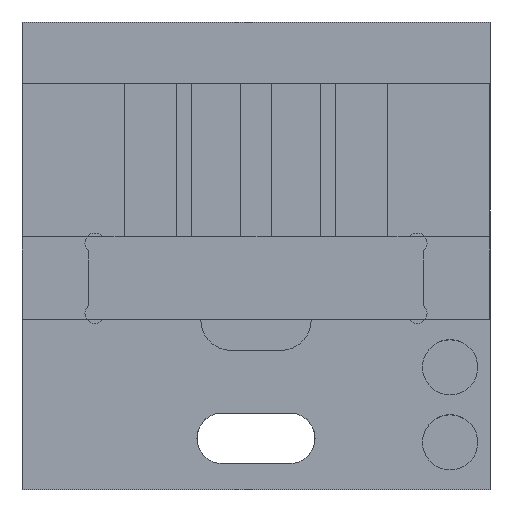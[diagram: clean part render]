
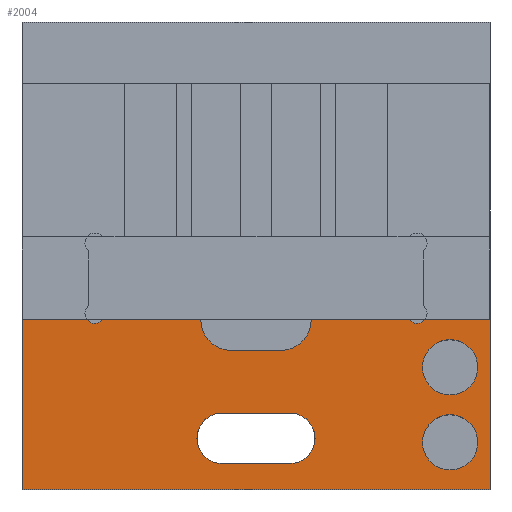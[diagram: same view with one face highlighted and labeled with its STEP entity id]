
A CAD part, top view. The second image highlights one B-rep face of the part: STEP entity #2004.
In plain terms, the highlighted planar face has unit normal (0, 0, 1).
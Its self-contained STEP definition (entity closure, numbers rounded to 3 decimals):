
#13=FACE_BOUND('',#312,.T.);
#14=FACE_BOUND('',#313,.T.);
#15=FACE_BOUND('',#314,.T.);
#69=CIRCLE('',#2158,3.25);
#71=CIRCLE('',#2162,3.25);
#73=CIRCLE('',#2165,8.25);
#74=CIRCLE('',#2168,8.25);
#76=CIRCLE('',#2171,9.);
#78=CIRCLE('',#2175,9.);
#80=CIRCLE('',#2179,10.);
#82=CIRCLE('',#2183,10.);
#206=FACE_OUTER_BOUND('',#311,.T.);
#311=EDGE_LOOP('',(#1757,#1758,#1759,#1760,#1761,#1762,#1763,#1764,#1765,
#1766,#1767,#1768));
#312=EDGE_LOOP('',(#1769,#1770,#1771,#1772));
#313=EDGE_LOOP('',(#1773));
#314=EDGE_LOOP('',(#1774));
#499=LINE('',#3204,#725);
#505=LINE('',#3215,#731);
#509=LINE('',#3223,#735);
#513=LINE('',#3231,#739);
#517=LINE('',#3239,#743);
#521=LINE('',#3259,#747);
#526=LINE('',#3286,#752);
#529=LINE('',#3296,#755);
#530=LINE('',#3298,#756);
#531=LINE('',#3299,#757);
#725=VECTOR('',#2613,10.);
#731=VECTOR('',#2621,10.);
#735=VECTOR('',#2625,10.);
#739=VECTOR('',#2629,10.);
#743=VECTOR('',#2633,10.);
#747=VECTOR('',#2663,10.);
#752=VECTOR('',#2698,10.);
#755=VECTOR('',#2711,10.);
#756=VECTOR('',#2712,10.);
#757=VECTOR('',#2713,10.);
#926=VERTEX_POINT('',#3201);
#927=VERTEX_POINT('',#3203);
#930=VERTEX_POINT('',#3212);
#931=VERTEX_POINT('',#3214);
#934=VERTEX_POINT('',#3220);
#935=VERTEX_POINT('',#3222);
#938=VERTEX_POINT('',#3228);
#939=VERTEX_POINT('',#3230);
#942=VERTEX_POINT('',#3236);
#943=VERTEX_POINT('',#3238);
#945=VERTEX_POINT('',#3254);
#946=VERTEX_POINT('',#3258);
#947=VERTEX_POINT('',#3265);
#949=VERTEX_POINT('',#3272);
#951=VERTEX_POINT('',#3279);
#953=VERTEX_POINT('',#3285);
#955=VERTEX_POINT('',#3295);
#956=VERTEX_POINT('',#3297);
#1187=EDGE_CURVE('',#927,#926,#499,.T.);
#1193=EDGE_CURVE('',#930,#931,#505,.T.);
#1197=EDGE_CURVE('',#934,#935,#509,.T.);
#1201=EDGE_CURVE('',#938,#939,#513,.T.);
#1205=EDGE_CURVE('',#942,#943,#517,.T.);
#1209=EDGE_CURVE('',#942,#939,#69,.T.);
#1211=EDGE_CURVE('',#934,#931,#71,.T.);
#1213=EDGE_CURVE('',#945,#927,#73,.T.);
#1215=EDGE_CURVE('',#946,#945,#521,.T.);
#1217=EDGE_CURVE('',#926,#946,#74,.T.);
#1219=EDGE_CURVE('',#947,#947,#76,.T.);
#1222=EDGE_CURVE('',#949,#949,#78,.T.);
#1225=EDGE_CURVE('',#951,#935,#80,.T.);
#1228=EDGE_CURVE('',#953,#951,#526,.T.);
#1231=EDGE_CURVE('',#938,#953,#82,.T.);
#1233=EDGE_CURVE('',#930,#955,#529,.T.);
#1234=EDGE_CURVE('',#956,#955,#530,.T.);
#1235=EDGE_CURVE('',#943,#956,#531,.T.);
#1757=ORIENTED_EDGE('',*,*,#1209,.T.);
#1758=ORIENTED_EDGE('',*,*,#1201,.F.);
#1759=ORIENTED_EDGE('',*,*,#1231,.T.);
#1760=ORIENTED_EDGE('',*,*,#1228,.T.);
#1761=ORIENTED_EDGE('',*,*,#1225,.T.);
#1762=ORIENTED_EDGE('',*,*,#1197,.F.);
#1763=ORIENTED_EDGE('',*,*,#1211,.T.);
#1764=ORIENTED_EDGE('',*,*,#1193,.F.);
#1765=ORIENTED_EDGE('',*,*,#1233,.T.);
#1766=ORIENTED_EDGE('',*,*,#1234,.F.);
#1767=ORIENTED_EDGE('',*,*,#1235,.F.);
#1768=ORIENTED_EDGE('',*,*,#1205,.F.);
#1769=ORIENTED_EDGE('',*,*,#1215,.T.);
#1770=ORIENTED_EDGE('',*,*,#1213,.T.);
#1771=ORIENTED_EDGE('',*,*,#1187,.T.);
#1772=ORIENTED_EDGE('',*,*,#1217,.T.);
#1773=ORIENTED_EDGE('',*,*,#1219,.T.);
#1774=ORIENTED_EDGE('',*,*,#1222,.T.);
#1900=PLANE('',#2186);
#2004=ADVANCED_FACE('',(#206,#13,#14,#15),#1900,.T.);
#2158=AXIS2_PLACEMENT_3D('',#3247,#2644,#2645);
#2162=AXIS2_PLACEMENT_3D('',#3251,#2652,#2653);
#2165=AXIS2_PLACEMENT_3D('',#3255,#2658,#2659);
#2168=AXIS2_PLACEMENT_3D('',#3262,#2667,#2668);
#2171=AXIS2_PLACEMENT_3D('',#3266,#2673,#2674);
#2175=AXIS2_PLACEMENT_3D('',#3273,#2682,#2683);
#2179=AXIS2_PLACEMENT_3D('',#3280,#2691,#2692);
#2183=AXIS2_PLACEMENT_3D('',#3291,#2703,#2704);
#2186=AXIS2_PLACEMENT_3D('',#3294,#2709,#2710);
#2613=DIRECTION('',(-1.,0.,0.));
#2621=DIRECTION('',(1.,0.,0.));
#2625=DIRECTION('',(1.,0.,0.));
#2629=DIRECTION('',(1.,0.,0.));
#2633=DIRECTION('',(1.,0.,0.));
#2644=DIRECTION('center_axis',(0.,0.,-1.));
#2645=DIRECTION('ref_axis',(-1.,0.,0.));
#2652=DIRECTION('center_axis',(0.,0.,-1.));
#2653=DIRECTION('ref_axis',(-1.,0.,0.));
#2658=DIRECTION('center_axis',(0.,0.,-1.));
#2659=DIRECTION('ref_axis',(0.,-1.,0.));
#2663=DIRECTION('',(1.,0.,0.));
#2667=DIRECTION('center_axis',(0.,0.,-1.));
#2668=DIRECTION('ref_axis',(0.,1.,0.));
#2673=DIRECTION('center_axis',(0.,0.,-1.));
#2674=DIRECTION('ref_axis',(-1.,0.,0.));
#2682=DIRECTION('center_axis',(0.,0.,-1.));
#2683=DIRECTION('ref_axis',(-1.,0.,0.));
#2691=DIRECTION('center_axis',(0.,0.,-1.));
#2692=DIRECTION('ref_axis',(0.,1.,0.));
#2698=DIRECTION('',(-1.,0.,0.));
#2703=DIRECTION('center_axis',(0.,0.,-1.));
#2704=DIRECTION('ref_axis',(0.,-1.,0.));
#2709=DIRECTION('center_axis',(0.,0.,1.));
#2710=DIRECTION('ref_axis',(-1.,0.,0.));
#2711=DIRECTION('',(0.,-1.,0.));
#2712=DIRECTION('',(-1.,0.,0.));
#2713=DIRECTION('',(0.,-1.,0.));
#3201=CARTESIAN_POINT('',(-18.451,-8.876,100.75));
#3203=CARTESIAN_POINT('',(3.549,-8.876,100.75));
#3204=CARTESIAN_POINT('',(36.174,-8.876,100.75));
#3212=CARTESIAN_POINT('',(-83.701,38.024,100.75));
#3214=CARTESIAN_POINT('',(-62.512,38.024,100.75));
#3215=CARTESIAN_POINT('',(-83.701,38.024,100.75));
#3220=CARTESIAN_POINT('',(-57.389,38.024,100.75));
#3222=CARTESIAN_POINT('',(-25.451,38.024,100.75));
#3223=CARTESIAN_POINT('',(-83.701,38.024,100.75));
#3228=CARTESIAN_POINT('',(10.549,38.024,100.75));
#3230=CARTESIAN_POINT('',(42.488,38.024,100.75));
#3231=CARTESIAN_POINT('',(-83.701,38.024,100.75));
#3236=CARTESIAN_POINT('',(47.611,38.024,100.75));
#3238=CARTESIAN_POINT('',(68.799,38.024,100.75));
#3239=CARTESIAN_POINT('',(-83.701,38.024,100.75));
#3247=CARTESIAN_POINT('Origin',(45.049,40.024,100.75));
#3251=CARTESIAN_POINT('Origin',(-59.951,40.024,100.75));
#3254=CARTESIAN_POINT('',(3.549,7.624,100.75));
#3255=CARTESIAN_POINT('Origin',(3.549,-0.626,100.75));
#3258=CARTESIAN_POINT('',(-18.451,7.624,100.75));
#3259=CARTESIAN_POINT('',(25.174,7.624,100.75));
#3262=CARTESIAN_POINT('Origin',(-18.451,-0.626,100.75));
#3265=CARTESIAN_POINT('',(64.799,22.544,100.75));
#3266=CARTESIAN_POINT('Origin',(55.799,22.544,100.75));
#3272=CARTESIAN_POINT('',(64.799,-1.916,100.75));
#3273=CARTESIAN_POINT('Origin',(55.799,-1.916,100.75));
#3279=CARTESIAN_POINT('',(-15.451,28.024,100.75));
#3280=CARTESIAN_POINT('Origin',(-15.451,38.024,100.75));
#3285=CARTESIAN_POINT('',(0.549,28.024,100.75));
#3286=CARTESIAN_POINT('',(34.674,28.024,100.75));
#3291=CARTESIAN_POINT('Origin',(0.549,38.024,100.75));
#3294=CARTESIAN_POINT('Origin',(68.799,38.024,100.75));
#3295=CARTESIAN_POINT('',(-83.701,-17.376,100.75));
#3296=CARTESIAN_POINT('',(-83.701,38.024,100.75));
#3297=CARTESIAN_POINT('',(68.799,-17.376,100.75));
#3298=CARTESIAN_POINT('',(-83.701,-17.376,100.75));
#3299=CARTESIAN_POINT('',(68.799,38.024,100.75));
